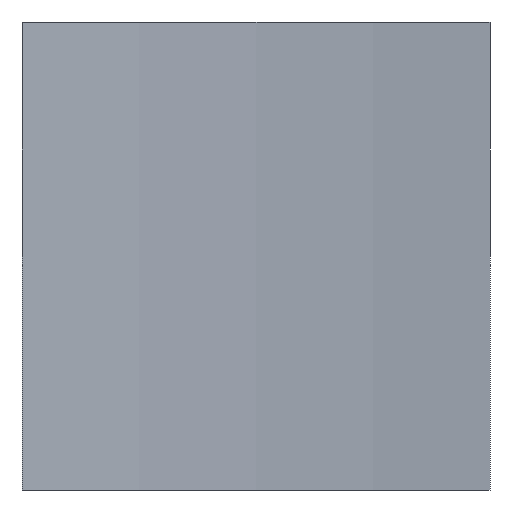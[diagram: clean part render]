
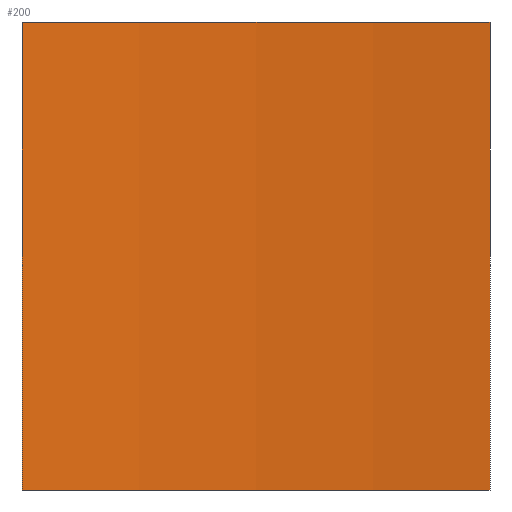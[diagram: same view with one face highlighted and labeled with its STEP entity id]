
A CAD part, left-side view. The second image highlights one B-rep face of the part: STEP entity #200.
In plain terms, the highlighted cylindrical face has radius 38.78 mm (diameter 77.56 mm), a partial arc.
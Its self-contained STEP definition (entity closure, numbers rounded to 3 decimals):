
#3 = FACE_OUTER_BOUND ( 'NONE', #40, .T. ) ;
#4 = AXIS2_PLACEMENT_3D ( 'NONE', #207, #192, #69 ) ;
#6 = DIRECTION ( 'NONE',  ( 0., 0., -1. ) ) ;
#10 = EDGE_CURVE ( 'NONE', #165, #158, #72, .T. ) ;
#20 = DIRECTION ( 'NONE',  ( 0., 0., -1. ) ) ;
#21 = ORIENTED_EDGE ( 'NONE', *, *, #191, .F. ) ;
#26 = CARTESIAN_POINT ( 'NONE',  ( 12.356, -0.896, 0. ) ) ;
#38 = ORIENTED_EDGE ( 'NONE', *, *, #10, .F. ) ;
#40 = EDGE_LOOP ( 'NONE', ( #239, #21, #38, #53 ) ) ;
#41 = CARTESIAN_POINT ( 'NONE',  ( 12.356, -0.896, 10. ) ) ;
#45 = LINE ( 'NONE', #224, #162 ) ;
#48 = CYLINDRICAL_SURFACE ( 'NONE', #4, 38.78 ) ;
#53 = ORIENTED_EDGE ( 'NONE', *, *, #102, .T. ) ;
#57 = DIRECTION ( 'NONE',  ( 1., 0., 0. ) ) ;
#61 = DIRECTION ( 'NONE',  ( 0., 0., -1. ) ) ;
#69 = DIRECTION ( 'NONE',  ( -1., 0., 0. ) ) ;
#72 = CIRCLE ( 'NONE', #212, 38.78 ) ;
#74 = DIRECTION ( 'NONE',  ( 0., 0., -1. ) ) ;
#78 = CARTESIAN_POINT ( 'NONE',  ( 12.356, -10.896, 0. ) ) ;
#90 = CARTESIAN_POINT ( 'NONE',  ( -26.101, -5.896, 10. ) ) ;
#97 = CARTESIAN_POINT ( 'NONE',  ( 12.356, -0.896, 10. ) ) ;
#102 = EDGE_CURVE ( 'NONE', #165, #180, #220, .T. ) ;
#103 = VERTEX_POINT ( 'NONE', #78 ) ;
#125 = DIRECTION ( 'NONE',  ( 1., 0., 0. ) ) ;
#146 = EDGE_CURVE ( 'NONE', #180, #103, #225, .T. ) ;
#158 = VERTEX_POINT ( 'NONE', #205 ) ;
#162 = VECTOR ( 'NONE', #6, 1000. ) ;
#165 = VERTEX_POINT ( 'NONE', #97 ) ;
#180 = VERTEX_POINT ( 'NONE', #26 ) ;
#183 = VECTOR ( 'NONE', #61, 1000. ) ;
#191 = EDGE_CURVE ( 'NONE', #158, #103, #45, .T. ) ;
#192 = DIRECTION ( 'NONE',  ( 0., 0., -1. ) ) ;
#200 = ADVANCED_FACE ( 'NONE', ( #3 ), #48, .F. ) ;
#205 = CARTESIAN_POINT ( 'NONE',  ( 12.356, -10.896, 10. ) ) ;
#207 = CARTESIAN_POINT ( 'NONE',  ( -26.101, -5.896, 10. ) ) ;
#212 = AXIS2_PLACEMENT_3D ( 'NONE', #90, #20, #125 ) ;
#220 = LINE ( 'NONE', #41, #183 ) ;
#224 = CARTESIAN_POINT ( 'NONE',  ( 12.356, -10.896, 10. ) ) ;
#225 = CIRCLE ( 'NONE', #234, 38.78 ) ;
#234 = AXIS2_PLACEMENT_3D ( 'NONE', #236, #74, #57 ) ;
#236 = CARTESIAN_POINT ( 'NONE',  ( -26.101, -5.896, 0. ) ) ;
#239 = ORIENTED_EDGE ( 'NONE', *, *, #146, .T. ) ;
